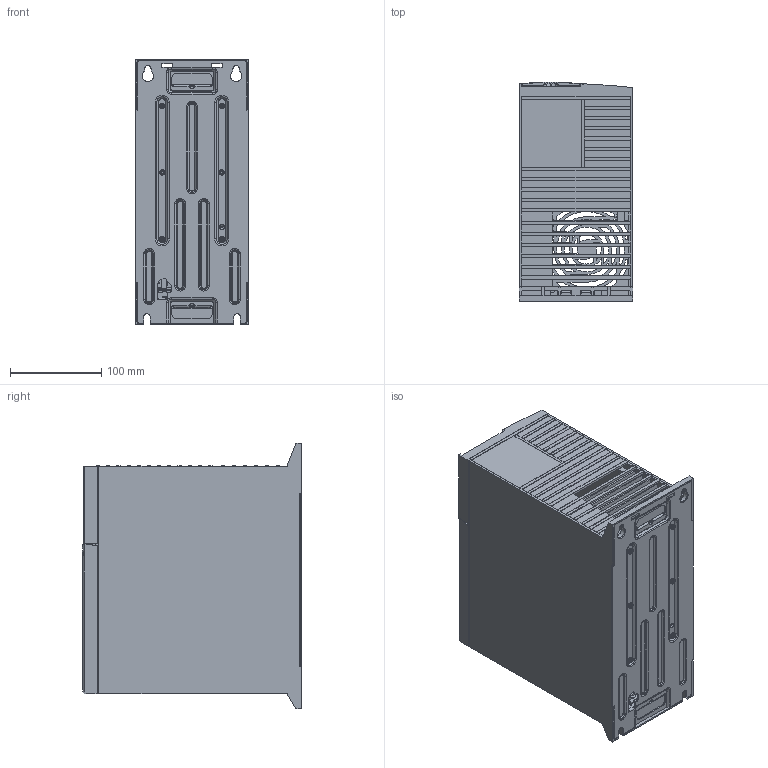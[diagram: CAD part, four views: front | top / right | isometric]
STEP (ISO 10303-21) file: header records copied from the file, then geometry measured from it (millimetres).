
FILE_DESCRIPTION((''),'2;1');
FILE_NAME('M4_ASM','2009-04-08T',('CN1181'),('Danfoss Drives A/S'),'PRO/ENGINEER BY PARAMETRIC TECHNOLOGY CORPORATION, 2007310','PRO/ENGINEER BY PARAMETRIC TECHNOLOGY CORPORATION, 2007310','');
FILE_SCHEMA(('CONFIG_CONTROL_DESIGN', 'GEOMETRIC_VALIDATION_PROPERTIES_MIM'));
Length unit declared in the file: millimetre
Products named in the file (39): 132B3242; 132B3205; 132B7000; 132B5708; 132B7000_ASM; 132B4061; 132B5716_HOUSING_AF0_3; 132B5716_M4-CAGE_AF0_2; 132B5716_M4-CAGE_AF1_2; 132B5716_M4-CAGE_AF2_2; 132B5716_M4-CAGE_AF3_2; 132B5716_M4-CAGE_AF4_2; 132B5716_M4-CAGE_AF5_2; 132B5716_PIN-01_AF0_2; 132B5716_PIN-02_AF0_2; 132B5716_PIN-03_AF0_2; 132B5716_PIN-04_AF0_2; 132B5716_PIN-05_AF0_2; 132B5716_PIN-06_AF0_2; 132B5716_M4-SCREW_AF0_2; 132B5716_M4-SCREW_AF1_2; 132B5716_M4-SCREW_AF2_2; 132B5716_M4-SCREW_AF3_2; 132B5716_M4-SCREW_AF4_2; 132B5716_M4-SCREW_AF5_2; 132B5716_TOPCOVER_AF0_3; 132B5716_BOTTOMCOVER_AF0_3; 132B5716_ASM_8_ASM; ASM0001_ASM; 1709694-3; 132B3240; 681Z1133; 132B3252; 132B4063; 132A0017; 175F0413; 681X1343; 132B5709; M4_ASM
Assembly tree (44 placements, depth 4):
  M4_ASM
    132B3242
    132B3205
    132B7000_ASM
      132B7000
      132B5708
    132B4061
    ASM0001_ASM
      132B5716_ASM_8_ASM
        132B5716_HOUSING_AF0_3
        132B5716_M4-CAGE_AF0_2
        132B5716_M4-CAGE_AF1_2
        132B5716_M4-CAGE_AF2_2
        132B5716_M4-CAGE_AF3_2
        132B5716_M4-CAGE_AF4_2
        132B5716_M4-CAGE_AF5_2
        132B5716_PIN-01_AF0_2
        132B5716_PIN-02_AF0_2
        132B5716_PIN-03_AF0_2
        132B5716_PIN-04_AF0_2
        132B5716_PIN-05_AF0_2
        132B5716_PIN-06_AF0_2
        132B5716_M4-SCREW_AF0_2
        132B5716_M4-SCREW_AF1_2
        132B5716_M4-SCREW_AF2_2
        132B5716_M4-SCREW_AF3_2
        132B5716_M4-SCREW_AF4_2
        132B5716_M4-SCREW_AF5_2
        132B5716_TOPCOVER_AF0_3
        132B5716_BOTTOMCOVER_AF0_3
    1709694-3
    132B3240
    681Z1133  x6
    132B3252
    132B4063
    132A0017
    175F0413
    681X1343  x2
    132B5709
Bounding box: 125 x 240.91 x 292 mm (x, y, z)
Volume: 1059934.3 mm3; surface area: 836270.2 mm2
Topology: 43 solids, 76 shells, 4249 faces, 11317 edges, 7258 vertices
Faces by surface type: plane 2867, cylinder 936, torus 186, cone 97, bspline 63, sphere 60, extrusion 40
Entity records: 156482 total; most frequent: CARTESIAN_POINT 27066, ORIENTED_EDGE 20856, DIRECTION 20031, EDGE_CURVE 10499, VECTOR 8237, LINE 8197, PRESENTATION_STYLE_ASSIGNMENT 7400, STYLED_ITEM 7093
